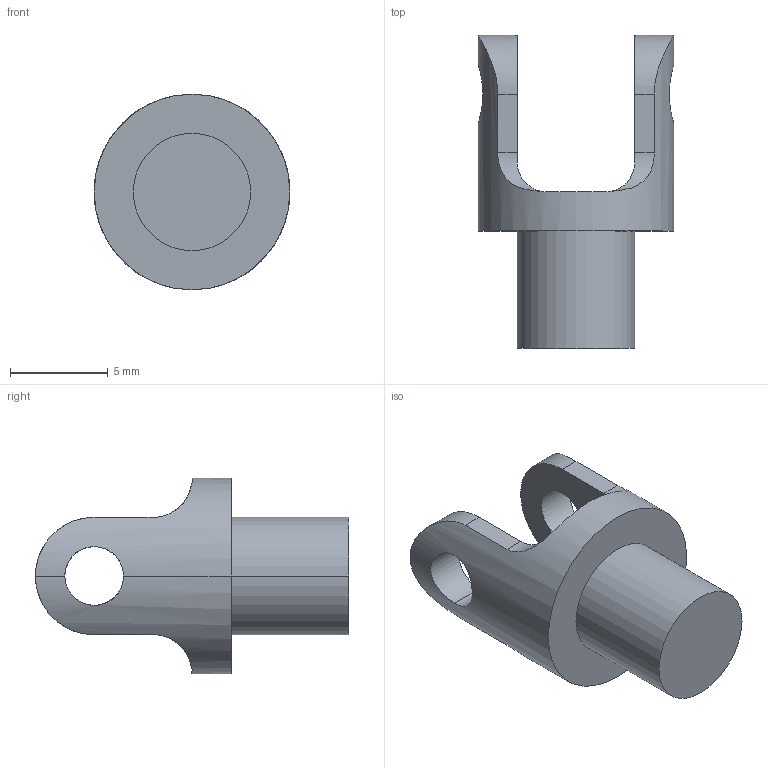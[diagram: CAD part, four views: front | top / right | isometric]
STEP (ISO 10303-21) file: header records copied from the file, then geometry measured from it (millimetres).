
FILE_DESCRIPTION (( 'STEP AP214' ), '1' );
FILE_NAME ('CARDAN1.STEP', '2019-04-01T22:25:56', ( 'MariaConsuegra' ), ( '' ), 'SwSTEP 2.0', 'SolidWorks 2015', '' );
FILE_SCHEMA (( 'AUTOMOTIVE_DESIGN' ));
Length unit declared in the file: millimetre
Products named in the file (1): CARDAN1
Bounding box: 10 x 16 x 10 mm (x, y, z)
Volume: 459.6 mm3; surface area: 545.4 mm2
Topology: 1 solids, 1 shells, 25 faces, 72 edges, 48 vertices
Faces by surface type: cylinder 16, plane 9
Entity records: 1103 total; most frequent: CARTESIAN_POINT 431, ORIENTED_EDGE 144, DIRECTION 118, EDGE_CURVE 72, VERTEX_POINT 48, AXIS2_PLACEMENT_3D 44, VECTOR 30, LINE 30
